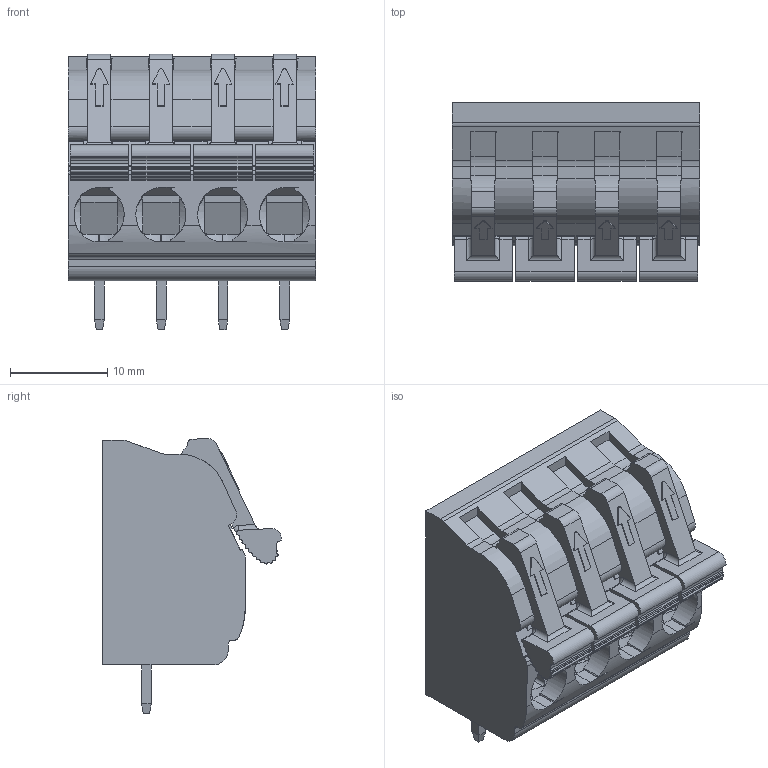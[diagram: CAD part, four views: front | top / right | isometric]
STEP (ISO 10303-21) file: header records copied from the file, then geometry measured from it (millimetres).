
FILE_DESCRIPTION(/* description */ ('Unknown'),/* implementation_level */ '2;1');
FILE_NAME(/* name */ 'MWX801-635M04',/* time_stamp */ '2023-07-19T13:28:06+08:00',/* author */ ('Unknown'),/* organization */ ('Unknown'),/* preprocessor_version */ 'ST-DEVELOPER v16.7',/* originating_system */ 'DEX',/* authorisation */ $);
FILE_SCHEMA (('AUTOMOTIVE_DESIGN {1 0 10303 214 3 1 1}'));
Length unit declared in the file: millimetre
Products named in the file (1): ｹs･
Bounding box: 25.4 x 18.37 x 28.27 mm (x, y, z)
Volume: 7710 mm3; surface area: 3402 mm2
Topology: 1 solids, 1 shells, 557 faces, 1606 edges, 1059 vertices
Faces by surface type: plane 339, cylinder 194, cone 8, torus 8, bspline 8
Entity records: 19591 total; most frequent: CARTESIAN_POINT 4770, ORIENTED_EDGE 3212, DIRECTION 3013, EDGE_CURVE 1606, LINE 1097, VECTOR 1097, VERTEX_POINT 1059, AXIS2_PLACEMENT_3D 958
